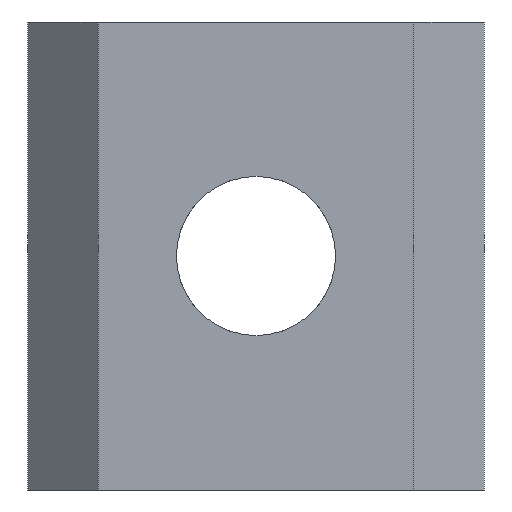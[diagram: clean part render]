
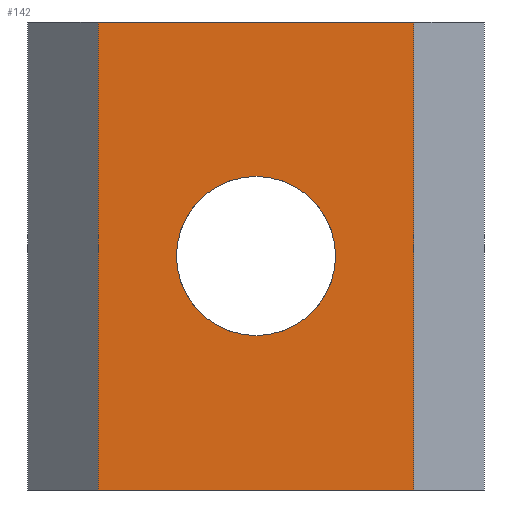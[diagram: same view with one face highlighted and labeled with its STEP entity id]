
A CAD part, front view. The second image highlights one B-rep face of the part: STEP entity #142.
In plain terms, the highlighted planar face has unit normal (0, -1, 0).
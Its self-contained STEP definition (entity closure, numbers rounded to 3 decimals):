
#1 = EDGE_CURVE ( 'NONE', #150, #43, #529, .T. ) ;
#39 = VERTEX_POINT ( 'NONE', #639 ) ;
#43 = VERTEX_POINT ( 'NONE', #144 ) ;
#44 = EDGE_CURVE ( 'NONE', #609, #56, #103, .T. ) ;
#48 = DIRECTION ( 'NONE',  ( 0., 0., 1. ) ) ;
#56 = VERTEX_POINT ( 'NONE', #543 ) ;
#62 = VECTOR ( 'NONE', #420, 1000. ) ;
#71 = LINE ( 'NONE', #161, #550 ) ;
#74 = ORIENTED_EDGE ( 'NONE', *, *, #1, .F. ) ;
#75 = DIRECTION ( 'NONE',  ( 0., 0., 1. ) ) ;
#96 = VECTOR ( 'NONE', #232, 1000. ) ;
#103 = LINE ( 'NONE', #187, #389 ) ;
#108 = ORIENTED_EDGE ( 'NONE', *, *, #542, .F. ) ;
#113 = AXIS2_PLACEMENT_3D ( 'NONE', #220, #216, #211 ) ;
#142 = ADVANCED_FACE ( 'NONE', ( #406, #318 ), #224, .F. ) ;
#144 = CARTESIAN_POINT ( 'NONE',  ( 0., -10.6, -3.4 ) ) ;
#150 = VERTEX_POINT ( 'NONE', #176 ) ;
#161 = CARTESIAN_POINT ( 'NONE',  ( -6.75, -10.6, 10. ) ) ;
#176 = CARTESIAN_POINT ( 'NONE',  ( 0., -10.6, 3.4 ) ) ;
#180 = VERTEX_POINT ( 'NONE', #352 ) ;
#187 = CARTESIAN_POINT ( 'NONE',  ( -6.75, -10.6, -10. ) ) ;
#211 = DIRECTION ( 'NONE',  ( -1., 0., 0. ) ) ;
#212 = CARTESIAN_POINT ( 'NONE',  ( 6.75, -10.6, -10. ) ) ;
#216 = DIRECTION ( 'NONE',  ( 0., 1., 0. ) ) ;
#220 = CARTESIAN_POINT ( 'NONE',  ( -6.75, -10.6, 10. ) ) ;
#224 = PLANE ( 'NONE',  #113 ) ;
#230 = EDGE_LOOP ( 'NONE', ( #74, #108 ) ) ;
#232 = DIRECTION ( 'NONE',  ( 0., 0., -1. ) ) ;
#297 = CARTESIAN_POINT ( 'NONE',  ( 0., -10.6, 0. ) ) ;
#301 = CIRCLE ( 'NONE', #398, 3.4 ) ;
#308 = EDGE_CURVE ( 'NONE', #39, #180, #591, .T. ) ;
#318 = FACE_BOUND ( 'NONE', #230, .T. ) ;
#321 = CARTESIAN_POINT ( 'NONE',  ( 6.75, -10.6, 10. ) ) ;
#333 = DIRECTION ( 'NONE',  ( -1., 0., 0. ) ) ;
#334 = DIRECTION ( 'NONE',  ( 0., -1., 0. ) ) ;
#351 = LINE ( 'NONE', #321, #96 ) ;
#352 = CARTESIAN_POINT ( 'NONE',  ( 6.75, -10.6, 10. ) ) ;
#353 = EDGE_CURVE ( 'NONE', #56, #39, #71, .T. ) ;
#389 = VECTOR ( 'NONE', #333, 1000. ) ;
#398 = AXIS2_PLACEMENT_3D ( 'NONE', #642, #334, #48 ) ;
#406 = FACE_OUTER_BOUND ( 'NONE', #457, .T. ) ;
#411 = ORIENTED_EDGE ( 'NONE', *, *, #308, .F. ) ;
#420 = DIRECTION ( 'NONE',  ( 1., 0., 0. ) ) ;
#452 = EDGE_CURVE ( 'NONE', #180, #609, #351, .T. ) ;
#454 = DIRECTION ( 'NONE',  ( 0., -1., 0. ) ) ;
#457 = EDGE_LOOP ( 'NONE', ( #480, #411, #497, #647 ) ) ;
#480 = ORIENTED_EDGE ( 'NONE', *, *, #452, .F. ) ;
#497 = ORIENTED_EDGE ( 'NONE', *, *, #353, .F. ) ;
#529 = CIRCLE ( 'NONE', #535, 3.4 ) ;
#535 = AXIS2_PLACEMENT_3D ( 'NONE', #297, #454, #592 ) ;
#542 = EDGE_CURVE ( 'NONE', #43, #150, #301, .T. ) ;
#543 = CARTESIAN_POINT ( 'NONE',  ( -6.75, -10.6, -10. ) ) ;
#550 = VECTOR ( 'NONE', #75, 1000. ) ;
#591 = LINE ( 'NONE', #625, #62 ) ;
#592 = DIRECTION ( 'NONE',  ( 0., 0., 1. ) ) ;
#609 = VERTEX_POINT ( 'NONE', #212 ) ;
#625 = CARTESIAN_POINT ( 'NONE',  ( -6.75, -10.6, 10. ) ) ;
#639 = CARTESIAN_POINT ( 'NONE',  ( -6.75, -10.6, 10. ) ) ;
#642 = CARTESIAN_POINT ( 'NONE',  ( 0., -10.6, 0. ) ) ;
#647 = ORIENTED_EDGE ( 'NONE', *, *, #44, .F. ) ;
